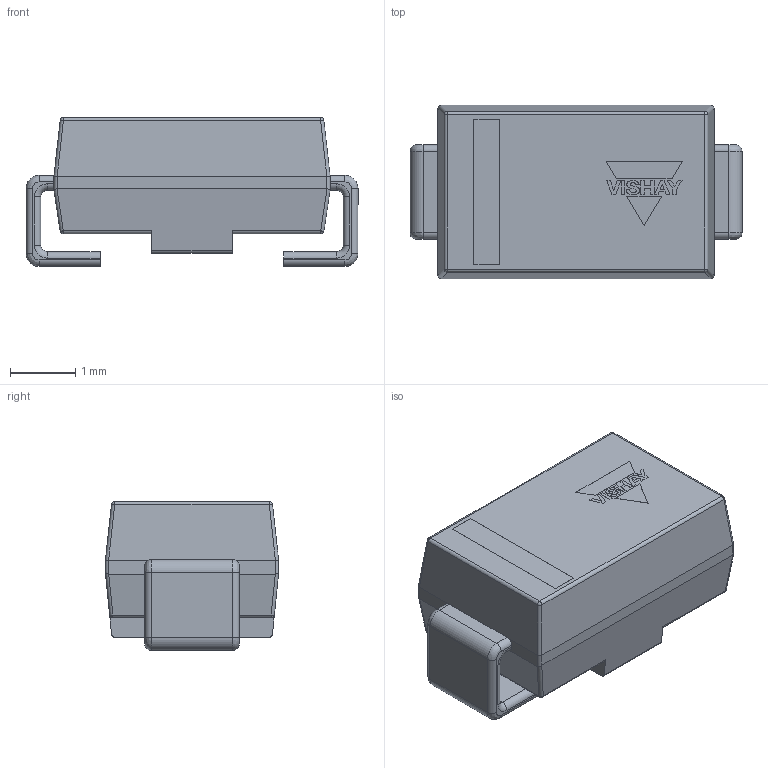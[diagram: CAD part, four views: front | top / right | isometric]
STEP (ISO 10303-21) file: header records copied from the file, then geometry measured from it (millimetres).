
FILE_DESCRIPTION(/* description */ (''),/* implementation_level */ '2;1');
FILE_NAME(/* name */ 'DO-214AC.stp',/* time_stamp */ '2020-02-07T07:39:57+02:00',/* author */ ('Khaled'),/* organization */ (''),/* preprocessor_version */ 'ST-DEVELOPER v17.2',/* originating_system */ 'Autodesk Inventor 2019',/* authorisation */ '');
FILE_SCHEMA (('AUTOMOTIVE_DESIGN { 1 0 10303 214 3 1 1 }'));
Length unit declared in the file: millimetre
Products named in the file (5): NRVA4006T3G; Body; Leg; bar; Vishay
Assembly tree (5 placements, depth 2):
  NRVA4006T3G
    Body
    Leg  x2
    bar
    Vishay
Bounding box: 5.11 x 2.67 x 2.29 mm (x, y, z)
Volume: 21.7 mm3; surface area: 65.4 mm2
Topology: 12 solids, 12 shells, 206 faces, 490 edges, 308 vertices
Faces by surface type: plane 114, cylinder 56, bspline 20, sphere 8, torus 8
Entity records: 5268 total; most frequent: CARTESIAN_POINT 1108, ORIENTED_EDGE 820, DIRECTION 798, EDGE_CURVE 410, LINE 298, VECTOR 298, VERTEX_POINT 260, AXIS2_PLACEMENT_3D 250
